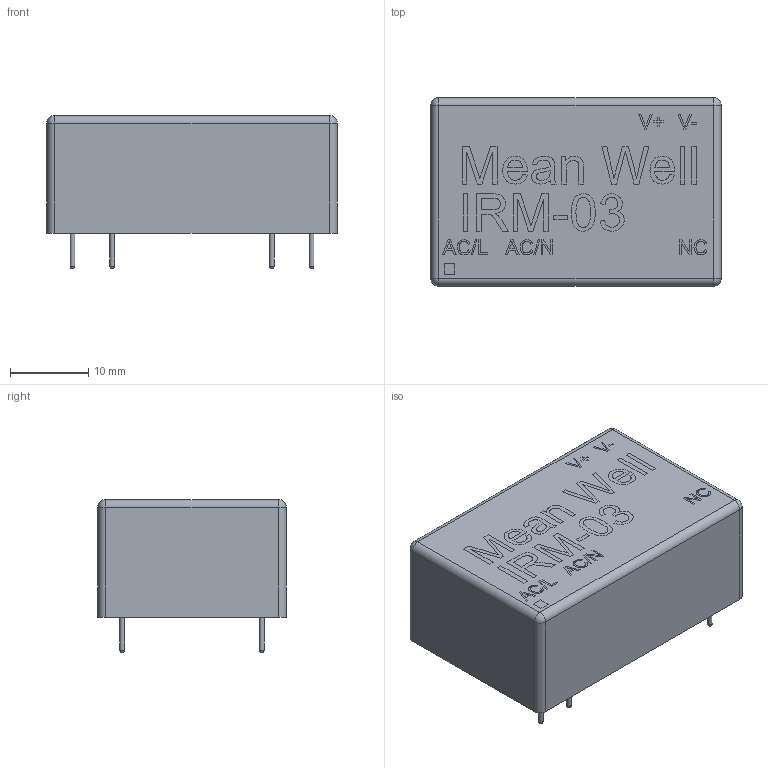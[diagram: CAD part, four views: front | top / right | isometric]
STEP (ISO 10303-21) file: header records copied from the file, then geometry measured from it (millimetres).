
FILE_DESCRIPTION(('FreeCAD Model'),'2;1');
FILE_NAME('Open CASCADE Shape Model','2022-04-05T23:46:19',('Author'),( ''),'Open CASCADE STEP processor 7.5','FreeCAD','Unknown');
FILE_SCHEMA(('AUTOMOTIVE_DESIGN { 1 0 10303 214 1 1 1 1 }'));
Length unit declared in the file: millimetre
Products named in the file (10): Unnamed; Fusion; ShapeString; Mean Well; Model; Contact 3; Contact 1; Contact 13; Contact 14; Contact 015
Assembly tree (9 placements, depth 2):
  Unnamed
    Fusion
    ShapeString
    Mean Well
    Model
    Contact 3
    Contact 1
    Contact 13
    Contact 14
    Contact 015
Bounding box: 37 x 24 x 19.51 mm (x, y, z)
Volume: 13128.8 mm3; surface area: 3803.6 mm2
Topology: 1 solids, 30 shells, 61 faces, 472 edges, 440 vertices
Faces by surface type: plane 37, cylinder 15, sphere 9
Full cylindrical faces by diameter (mm): 0.6 x5, 4.5 x2
Entity records: 8483 total; most frequent: CARTESIAN_POINT 2403, DIRECTION 702, ORIENTED_EDGE 525, PCURVE 525, DEFINITIONAL_REPRESENTATION 525, LINE 478, VECTOR 478, EDGE_CURVE 463
